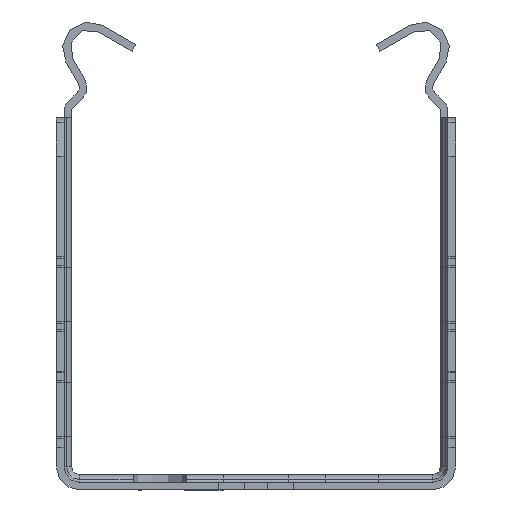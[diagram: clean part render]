
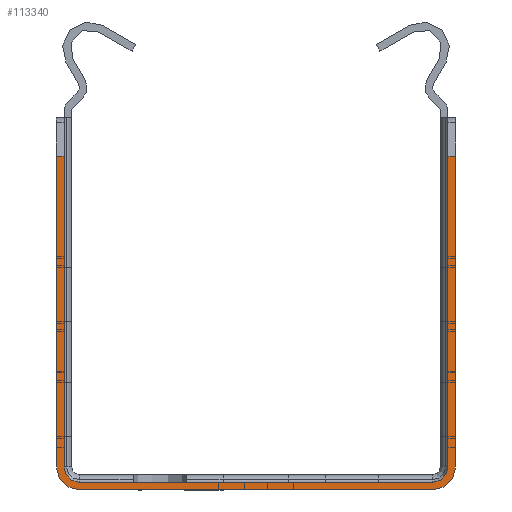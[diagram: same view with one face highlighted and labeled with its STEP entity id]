
A CAD part, front view. The second image highlights one B-rep face of the part: STEP entity #113340.
In plain terms, the highlighted planar face has unit normal (0, -1, 0).
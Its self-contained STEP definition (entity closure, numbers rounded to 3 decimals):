
#7042=CIRCLE('',#123651,2.);
#7081=CIRCLE('',#123694,3.);
#7120=CIRCLE('',#123816,2.);
#7121=CIRCLE('',#123819,3.);
#15164=FACE_OUTER_BOUND('',#23041,.T.);
#23041=EDGE_LOOP('',(#104502,#104503,#104504,#104505,#104506,#104507,#104508,
#104509,#104510,#104511,#104512,#104513));
#29262=LINE('',#173258,#40522);
#34122=LINE('',#187899,#45382);
#34127=LINE('',#187912,#45387);
#34151=LINE('',#187997,#45411);
#34293=LINE('',#188398,#45553);
#34295=LINE('',#188401,#45555);
#34298=LINE('',#188407,#45558);
#34301=LINE('',#188414,#45561);
#40522=VECTOR('',#140845,10.);
#45382=VECTOR('',#155481,10.);
#45387=VECTOR('',#155494,10.);
#45411=VECTOR('',#155558,10.);
#45553=VECTOR('',#155976,10.);
#45555=VECTOR('',#155980,10.);
#45558=VECTOR('',#155987,10.);
#45561=VECTOR('',#155996,10.);
#51193=VERTEX_POINT('',#173255);
#51194=VERTEX_POINT('',#173257);
#56050=VERTEX_POINT('',#187896);
#56051=VERTEX_POINT('',#187898);
#56052=VERTEX_POINT('',#187902);
#56055=VERTEX_POINT('',#187910);
#56095=VERTEX_POINT('',#187994);
#56096=VERTEX_POINT('',#187996);
#56216=VERTEX_POINT('',#188395);
#56217=VERTEX_POINT('',#188397);
#56218=VERTEX_POINT('',#188406);
#56219=VERTEX_POINT('',#188410);
#64754=EDGE_CURVE('',#51194,#51193,#29262,.T.);
#72058=EDGE_CURVE('',#56051,#56050,#34122,.T.);
#72061=EDGE_CURVE('',#56050,#56052,#7042,.T.);
#72065=EDGE_CURVE('',#56052,#56055,#34127,.T.);
#72107=EDGE_CURVE('',#56096,#56095,#34151,.T.);
#72148=EDGE_CURVE('',#56095,#51194,#7081,.T.);
#72307=EDGE_CURVE('',#56217,#56216,#34293,.T.);
#72309=EDGE_CURVE('',#56055,#56096,#34295,.T.);
#72312=EDGE_CURVE('',#56218,#56217,#34298,.T.);
#72314=EDGE_CURVE('',#56219,#56051,#7120,.T.);
#72316=EDGE_CURVE('',#56216,#56219,#34301,.T.);
#72317=EDGE_CURVE('',#51193,#56218,#7121,.T.);
#104502=ORIENTED_EDGE('',*,*,#72309,.T.);
#104503=ORIENTED_EDGE('',*,*,#72107,.T.);
#104504=ORIENTED_EDGE('',*,*,#72148,.T.);
#104505=ORIENTED_EDGE('',*,*,#64754,.T.);
#104506=ORIENTED_EDGE('',*,*,#72317,.T.);
#104507=ORIENTED_EDGE('',*,*,#72312,.T.);
#104508=ORIENTED_EDGE('',*,*,#72307,.T.);
#104509=ORIENTED_EDGE('',*,*,#72316,.T.);
#104510=ORIENTED_EDGE('',*,*,#72314,.T.);
#104511=ORIENTED_EDGE('',*,*,#72058,.T.);
#104512=ORIENTED_EDGE('',*,*,#72061,.T.);
#104513=ORIENTED_EDGE('',*,*,#72065,.T.);
#107714=PLANE('',#123820);
#113340=ADVANCED_FACE('',(#15164),#107714,.T.);
#123651=AXIS2_PLACEMENT_3D('',#187904,#155486,#155487);
#123694=AXIS2_PLACEMENT_3D('',#188078,#155620,#155621);
#123816=AXIS2_PLACEMENT_3D('',#188411,#155991,#155992);
#123819=AXIS2_PLACEMENT_3D('',#188416,#155999,#156000);
#123820=AXIS2_PLACEMENT_3D('',#188417,#156001,#156002);
#140845=DIRECTION('',(1.,0.,0.));
#155481=DIRECTION('',(-1.,0.,0.));
#155486=DIRECTION('center_axis',(0.,1.,0.));
#155487=DIRECTION('ref_axis',(1.,0.,0.));
#155494=DIRECTION('',(0.,0.,1.));
#155558=DIRECTION('',(0.,0.,-1.));
#155620=DIRECTION('center_axis',(0.,-1.,0.));
#155621=DIRECTION('ref_axis',(-1.,0.,0.));
#155976=DIRECTION('',(-1.,0.,0.));
#155980=DIRECTION('',(-1.,0.,0.));
#155987=DIRECTION('',(0.,0.,1.));
#155991=DIRECTION('center_axis',(0.,1.,0.));
#155992=DIRECTION('ref_axis',(0.,0.,
1.));
#155996=DIRECTION('',(0.,0.,-1.));
#155999=DIRECTION('center_axis',(0.,-1.,0.));
#156000=DIRECTION('ref_axis',(0.,0.,
-1.));
#156001=DIRECTION('center_axis',(0.,-1.,0.));
#156002=DIRECTION('ref_axis',(0.,0.,-1.));
#173255=CARTESIAN_POINT('',(23.,-36.,-1.));
#173257=CARTESIAN_POINT('',(-23.,-36.,-1.));
#173258=CARTESIAN_POINT('',(-23.,-36.,-1.));
#187896=CARTESIAN_POINT('',(-23.,-36.,0.));
#187898=CARTESIAN_POINT('',(23.,-36.,0.));
#187899=CARTESIAN_POINT('',(23.,-36.,0.));
#187902=CARTESIAN_POINT('',(-25.,-36.,2.));
#187904=CARTESIAN_POINT('Origin',(-23.,-36.,2.));
#187910=CARTESIAN_POINT('',(-25.,-36.,42.5));
#187912=CARTESIAN_POINT('',(-25.,-36.,2.));
#187994=CARTESIAN_POINT('',(-26.,-36.,2.));
#187996=CARTESIAN_POINT('',(-26.,-36.,42.5));
#187997=CARTESIAN_POINT('',(-26.,-36.,48.387));
#188078=CARTESIAN_POINT('Origin',(-23.,-36.,2.));
#188395=CARTESIAN_POINT('',(25.,-36.,42.5));
#188397=CARTESIAN_POINT('',(26.,-36.,42.5));
#188398=CARTESIAN_POINT('',(12.5,-36.,42.5));
#188401=CARTESIAN_POINT('',(12.5,-36.,42.5));
#188406=CARTESIAN_POINT('',(26.,-36.,2.));
#188407=CARTESIAN_POINT('',(26.,-36.,2.));
#188410=CARTESIAN_POINT('',(25.,-36.,2.));
#188411=CARTESIAN_POINT('Origin',(23.,-36.,2.));
#188414=CARTESIAN_POINT('',(25.,-36.,48.387));
#188416=CARTESIAN_POINT('Origin',(23.,-36.,2.));
#188417=CARTESIAN_POINT('Origin',(0.,-36.,23.25));
